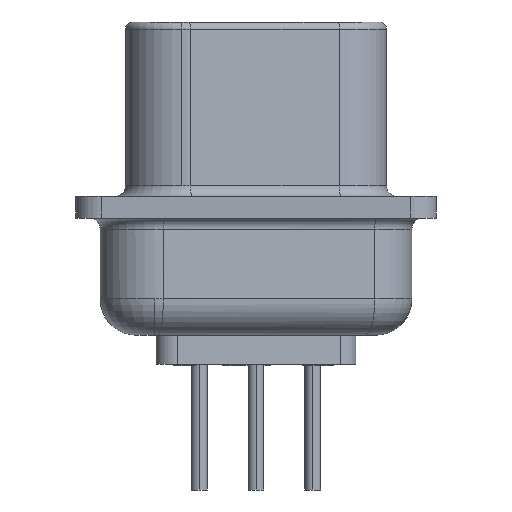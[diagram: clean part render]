
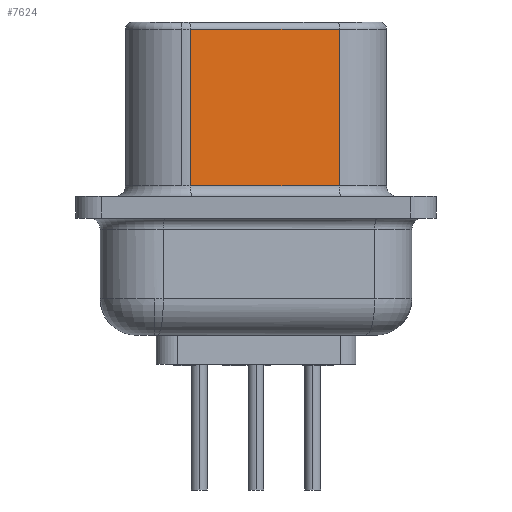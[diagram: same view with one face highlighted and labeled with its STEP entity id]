
A CAD part, left-side view. The second image highlights one B-rep face of the part: STEP entity #7624.
In plain terms, the highlighted planar face has unit normal (-0.987, -0.159, 0).
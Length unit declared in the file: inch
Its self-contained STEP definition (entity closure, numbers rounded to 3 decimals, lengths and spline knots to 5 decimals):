
#2608 = CARTESIAN_POINT ( 'NONE',  ( 0.29169, 0.13326, 0.015 ) ) ;
#2609 = CARTESIAN_POINT ( 'NONE',  ( 0.29169, 0.13326, 0.23 ) ) ;
#2610 = DIRECTION ( 'NONE',  ( 0., 0., -1. ) ) ;
#2611 = VECTOR ( 'NONE', #2610, 39.37008 ) ;
#2612 = CARTESIAN_POINT ( 'NONE',  ( 0.29169, 0.13326, 0.24 ) ) ;
#2618 = LINE ( 'NONE', #2612, #2611 ) ;
#2956 = DIRECTION ( 'NONE',  ( 0.159, -0.987, 0. ) ) ;
#2957 = VECTOR ( 'NONE', #2956, 39.37008 ) ;
#2958 = CARTESIAN_POINT ( 'NONE',  ( 0.29169, 0.13326, 0.015 ) ) ;
#2959 = LINE ( 'NONE', #2958, #2957 ) ;
#2960 = DIRECTION ( 'NONE',  ( -0.159, 0.987, 0. ) ) ;
#2961 = DIRECTION ( 'NONE',  ( 0.987, 0.159, 0. ) ) ;
#2962 = CARTESIAN_POINT ( 'NONE',  ( 0.29169, 0.13326, 0.24 ) ) ;
#2963 = AXIS2_PLACEMENT_3D ( 'NONE', #2962, #2961, #2960 ) ;
#2964 = PLANE ( 'NONE',  #2963 ) ;
#2965 = FACE_OUTER_BOUND ( 'NONE', #7625, .T. ) ;
#3015 = DIRECTION ( 'NONE',  ( -0.159, 0.987, 0. ) ) ;
#3016 = VECTOR ( 'NONE', #3015, 39.37008 ) ;
#3017 = CARTESIAN_POINT ( 'NONE',  ( 0.29169, 0.13326, 0.23 ) ) ;
#3018 = LINE ( 'NONE', #3017, #3016 ) ;
#5896 = VERTEX_POINT ( 'NONE', #16396 ) ;
#5949 = EDGE_CURVE ( 'NONE', #5896, #5952, #16526, .T. ) ;
#5952 = VERTEX_POINT ( 'NONE', #16510 ) ;
#7463 = EDGE_CURVE ( 'NONE', #7464, #7465, #2618, .T. ) ;
#7464 = VERTEX_POINT ( 'NONE', #2609 ) ;
#7465 = VERTEX_POINT ( 'NONE', #2608 ) ;
#7624 = ADVANCED_FACE ( 'NONE', ( #2965 ), #2964, .F. ) ;
#7625 = EDGE_LOOP ( 'NONE', ( #7626, #7627, #7673, #7674 ) ) ;
#7626 = ORIENTED_EDGE ( 'NONE', *, *, #5949, .T. ) ;
#7627 = ORIENTED_EDGE ( 'NONE', *, *, #7628, .T. ) ;
#7628 = EDGE_CURVE ( 'NONE', #5952, #7465, #2959, .T. ) ;
#7673 = ORIENTED_EDGE ( 'NONE', *, *, #7463, .F. ) ;
#7674 = ORIENTED_EDGE ( 'NONE', *, *, #7675, .T. ) ;
#7675 = EDGE_CURVE ( 'NONE', #7464, #5896, #3018, .T. ) ;
#16396 = CARTESIAN_POINT ( 'NONE',  ( 0.25869, 0.33826, 0.23 ) ) ;
#16510 = CARTESIAN_POINT ( 'NONE',  ( 0.25869, 0.33826, 0.015 ) ) ;
#16523 = DIRECTION ( 'NONE',  ( 0., 0., -1. ) ) ;
#16524 = VECTOR ( 'NONE', #16523, 39.37008 ) ;
#16525 = CARTESIAN_POINT ( 'NONE',  ( 0.25869, 0.33826, 0.24 ) ) ;
#16526 = LINE ( 'NONE', #16525, #16524 ) ;
